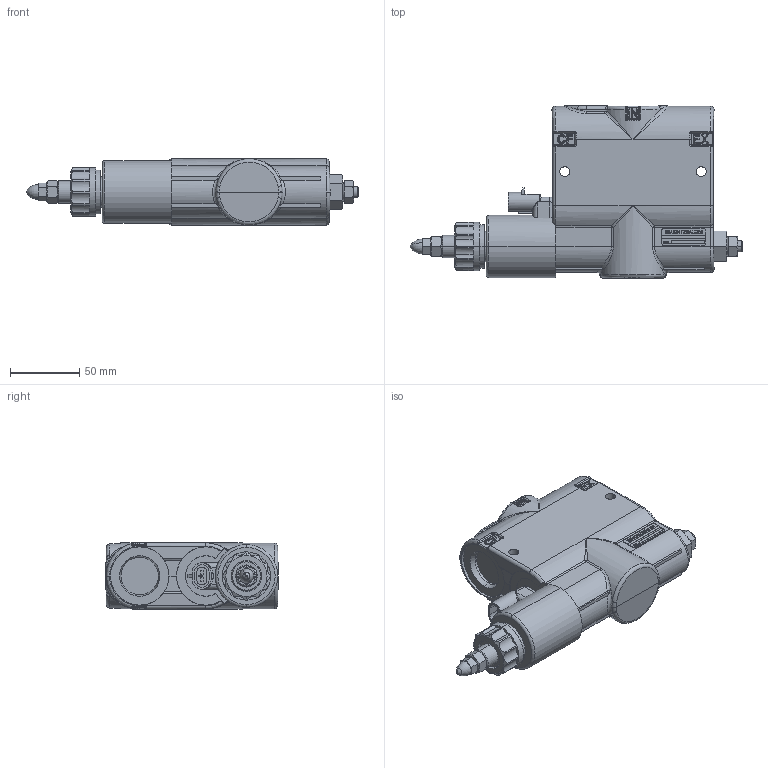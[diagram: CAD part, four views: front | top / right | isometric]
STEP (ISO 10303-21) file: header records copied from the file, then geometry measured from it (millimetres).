
FILE_DESCRIPTION (( 'STEP AP203' ), '1' );
FILE_NAME ('EFC GENERIC VALVE.STEP', '2013-08-02T15:53:25', ( 'branduser' ), ( '' ), 'SwSTEP 2.0', 'SolidWorks 2013', '' );
FILE_SCHEMA (( 'CONFIG_CONTROL_DESIGN' ));
Length unit declared in the file: inch
Products named in the file (1): EFC GENERIC VALVE
Bounding box: 239.41 x 124.56 x 47.62 mm (x, y, z)
Volume: 672784.9 mm3; surface area: 88020.2 mm2
Topology: 7 solids, 13 shells, 1245 faces, 3195 edges, 2006 vertices
Faces by surface type: plane 580, cylinder 264, bspline 231, cone 93, torus 57, sphere 20
Entity records: 49239 total; most frequent: CARTESIAN_POINT 21056, ORIENTED_EDGE 6326, DIRECTION 5163, EDGE_CURVE 3163, VERTEX_POINT 2004, AXIS2_PLACEMENT_3D 1737, LINE 1689, VECTOR 1689
